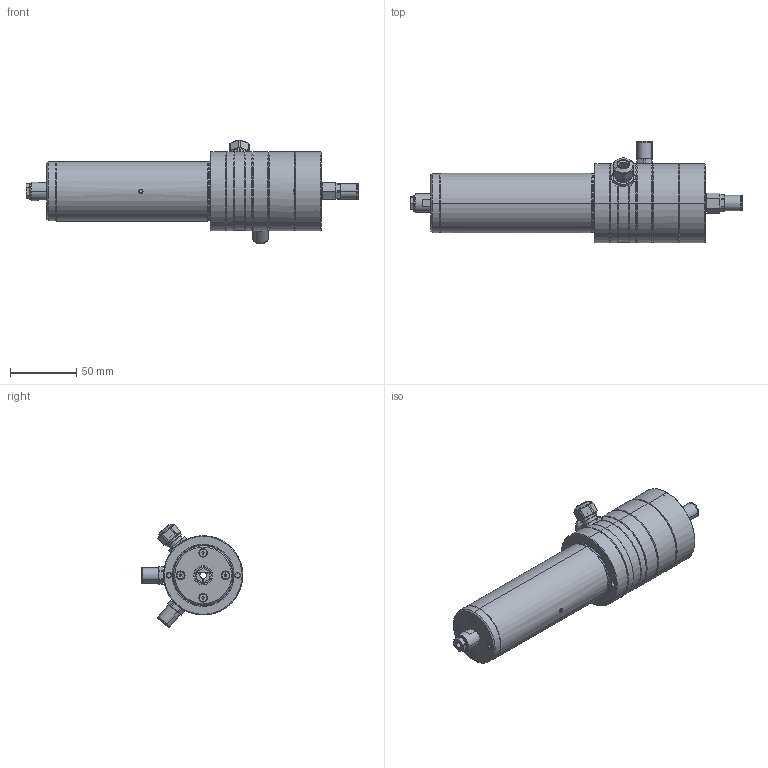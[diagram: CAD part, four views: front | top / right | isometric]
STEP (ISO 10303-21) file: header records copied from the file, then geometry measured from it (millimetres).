
FILE_DESCRIPTION (( 'STEP AP203' ), '1' );
FILE_NAME ('045A060P-00-.STEP', '2011-06-29T13:38:29', ( 'FM10CAD1' ), ( 'IBAG Switzerland AG' ), 'SwSTEP 2.0', 'SolidWorks 2010', '' );
FILE_SCHEMA (( 'CONFIG_CONTROL_DESIGN' ));
Length unit declared in the file: millimetre
Products named in the file (1): 045A060P-00-
Bounding box: 251.15 x 76.88 x 78.3 mm (x, y, z)
Surface area: 56027.9 mm2 (no closed solid volume)
Topology: 0 solids, 31 shells, 371 faces, 1064 edges, 707 vertices
Faces by surface type: plane 160, cylinder 124, cone 73, torus 14
Entity records: 12500 total; most frequent: CARTESIAN_POINT 2573, DIRECTION 2210, ORIENTED_EDGE 1785, EDGE_CURVE 1052, AXIS2_PLACEMENT_3D 830, VERTEX_POINT 707, LINE 550, VECTOR 550
